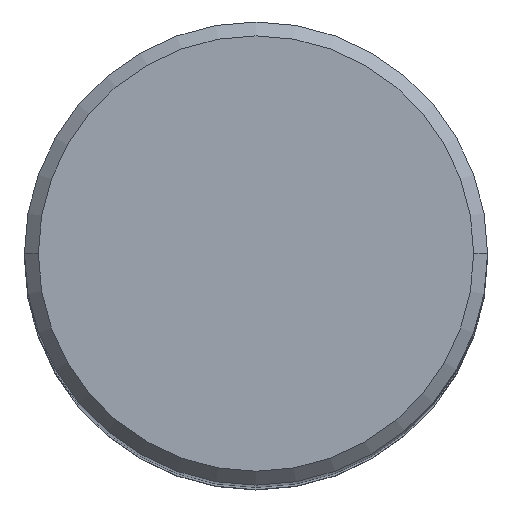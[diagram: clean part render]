
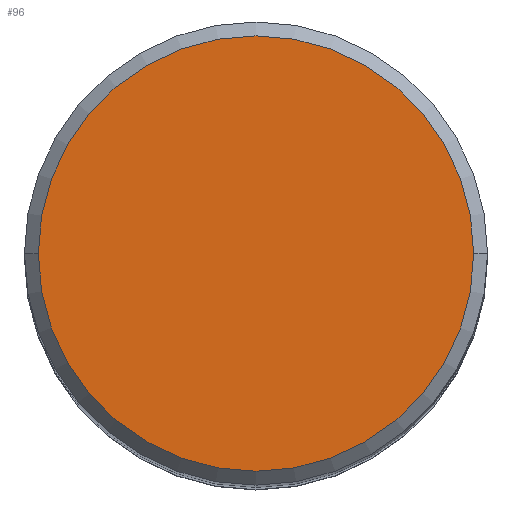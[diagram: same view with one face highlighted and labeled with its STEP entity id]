
A CAD part, top view. The second image highlights one B-rep face of the part: STEP entity #96.
In plain terms, the highlighted planar face has unit normal (0, 0, 1).
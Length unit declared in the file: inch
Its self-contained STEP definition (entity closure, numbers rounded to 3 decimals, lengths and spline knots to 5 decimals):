
#1 = DIRECTION ( 'NONE',  ( 1., 0., 0. ) ) ;
#16 = CARTESIAN_POINT ( 'NONE',  ( 0.235, 0., 3. ) ) ;
#21 = FACE_OUTER_BOUND ( 'NONE', #202, .T. ) ;
#23 = AXIS2_PLACEMENT_3D ( 'NONE', #302, #192, #309 ) ;
#26 = VERTEX_POINT ( 'NONE', #16 ) ;
#69 = CIRCLE ( 'NONE', #118, 0.235 ) ;
#75 = DIRECTION ( 'NONE',  ( 0., 0., 1. ) ) ;
#96 = ADVANCED_FACE ( 'NONE', ( #21 ), #243, .T. ) ;
#118 = AXIS2_PLACEMENT_3D ( 'NONE', #175, #351, #1 ) ;
#121 = CIRCLE ( 'NONE', #246, 0.235 ) ;
#129 = EDGE_CURVE ( 'NONE', #206, #26, #121, .T. ) ;
#175 = CARTESIAN_POINT ( 'NONE',  ( 0., 0., 3. ) ) ;
#192 = DIRECTION ( 'NONE',  ( 0., 0., 1. ) ) ;
#202 = EDGE_LOOP ( 'NONE', ( #378, #346 ) ) ;
#206 = VERTEX_POINT ( 'NONE', #218 ) ;
#218 = CARTESIAN_POINT ( 'NONE',  ( -0.235, 0., 3. ) ) ;
#243 = PLANE ( 'NONE',  #23 ) ;
#246 = AXIS2_PLACEMENT_3D ( 'NONE', #282, #75, #277 ) ;
#277 = DIRECTION ( 'NONE',  ( 1., 0., 0. ) ) ;
#282 = CARTESIAN_POINT ( 'NONE',  ( 0., 0., 3. ) ) ;
#301 = EDGE_CURVE ( 'NONE', #26, #206, #69, .T. ) ;
#302 = CARTESIAN_POINT ( 'NONE',  ( 0., 0., 3. ) ) ;
#309 = DIRECTION ( 'NONE',  ( 1., 0., 0. ) ) ;
#346 = ORIENTED_EDGE ( 'NONE', *, *, #301, .T. ) ;
#351 = DIRECTION ( 'NONE',  ( 0., 0., 1. ) ) ;
#378 = ORIENTED_EDGE ( 'NONE', *, *, #129, .T. ) ;
